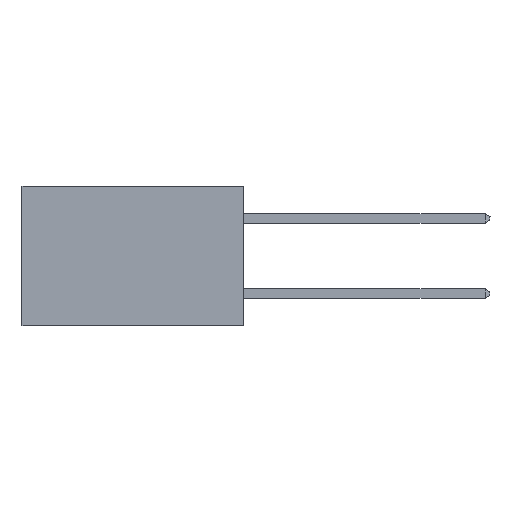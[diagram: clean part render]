
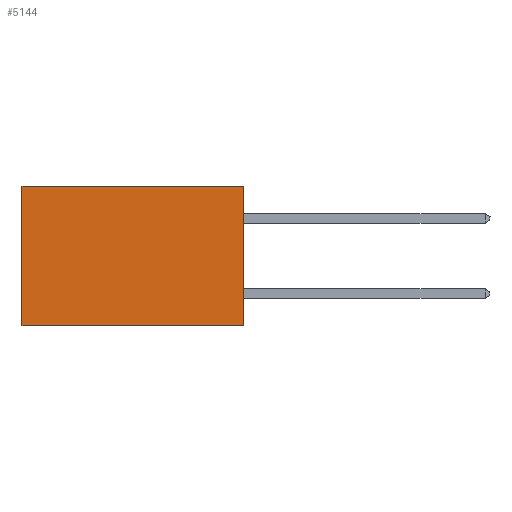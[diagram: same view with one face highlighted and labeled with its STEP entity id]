
A CAD part, left-side view. The second image highlights one B-rep face of the part: STEP entity #5144.
In plain terms, the highlighted planar face has unit normal (-1, 0, 0).
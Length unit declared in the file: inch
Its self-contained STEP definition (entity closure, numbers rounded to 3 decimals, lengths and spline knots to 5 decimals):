
#582 = CARTESIAN_POINT ( 'NONE',  ( 0.277, 0., -0.37 ) ) ;
#1010 = LINE ( 'NONE', #6804, #16186 ) ;
#1141 = EDGE_CURVE ( 'NONE', #6642, #14631, #1010, .T. ) ;
#1241 = CARTESIAN_POINT ( 'NONE',  ( 0.277, 0., 0. ) ) ;
#1252 = ORIENTED_EDGE ( 'NONE', *, *, #10082, .F. ) ;
#1284 = LINE ( 'NONE', #7644, #12309 ) ;
#1459 = ORIENTED_EDGE ( 'NONE', *, *, #3654, .F. ) ;
#2655 = DIRECTION ( 'NONE',  ( 0., 1., 0. ) ) ;
#3162 = DIRECTION ( 'NONE',  ( 0., 0., -1. ) ) ;
#3432 = ORIENTED_EDGE ( 'NONE', *, *, #1141, .T. ) ;
#3629 = LINE ( 'NONE', #582, #7990 ) ;
#3654 = EDGE_CURVE ( 'NONE', #12246, #10626, #3629, .T. ) ;
#5144 = ADVANCED_FACE ( 'NONE', ( #16944 ), #15225, .F. ) ;
#6642 = VERTEX_POINT ( 'NONE', #13648 ) ;
#6804 = CARTESIAN_POINT ( 'NONE',  ( 0.277, 0.59, -0.37 ) ) ;
#7644 = CARTESIAN_POINT ( 'NONE',  ( 0.277, 0., -0.37 ) ) ;
#7990 = VECTOR ( 'NONE', #3162, 39.37008 ) ;
#8027 = CARTESIAN_POINT ( 'NONE',  ( 0.277, 0., -0.37 ) ) ;
#8733 = DIRECTION ( 'NONE',  ( 0., 1., 0. ) ) ;
#9368 = VECTOR ( 'NONE', #2655, 39.37008 ) ;
#9586 = CARTESIAN_POINT ( 'NONE',  ( 0.277, 0., 0. ) ) ;
#10082 = EDGE_CURVE ( 'NONE', #10626, #14631, #1284, .T. ) ;
#10331 = DIRECTION ( 'NONE',  ( 0., 0., -1. ) ) ;
#10626 = VERTEX_POINT ( 'NONE', #8027 ) ;
#12246 = VERTEX_POINT ( 'NONE', #9586 ) ;
#12309 = VECTOR ( 'NONE', #8733, 39.37008 ) ;
#13089 = LINE ( 'NONE', #1241, #9368 ) ;
#13369 = ORIENTED_EDGE ( 'NONE', *, *, #16835, .T. ) ;
#13602 = CARTESIAN_POINT ( 'NONE',  ( 0.277, 0.59, -0.37 ) ) ;
#13648 = CARTESIAN_POINT ( 'NONE',  ( 0.277, 0.59, 0. ) ) ;
#14310 = EDGE_LOOP ( 'NONE', ( #3432, #1252, #1459, #13369 ) ) ;
#14631 = VERTEX_POINT ( 'NONE', #13602 ) ;
#15167 = DIRECTION ( 'NONE',  ( 0., 0., -1. ) ) ;
#15205 = DIRECTION ( 'NONE',  ( 1., 0., 0. ) ) ;
#15225 = PLANE ( 'NONE',  #15547 ) ;
#15336 = CARTESIAN_POINT ( 'NONE',  ( 0.277, 0., -0.37 ) ) ;
#15547 = AXIS2_PLACEMENT_3D ( 'NONE', #15336, #15205, #15167 ) ;
#16186 = VECTOR ( 'NONE', #10331, 39.37008 ) ;
#16835 = EDGE_CURVE ( 'NONE', #12246, #6642, #13089, .T. ) ;
#16944 = FACE_OUTER_BOUND ( 'NONE', #14310, .T. ) ;
